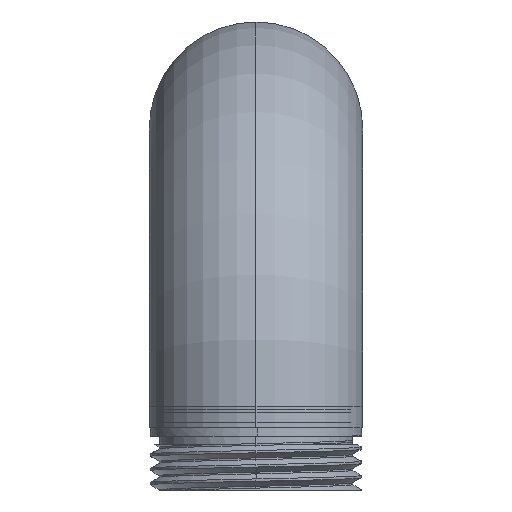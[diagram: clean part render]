
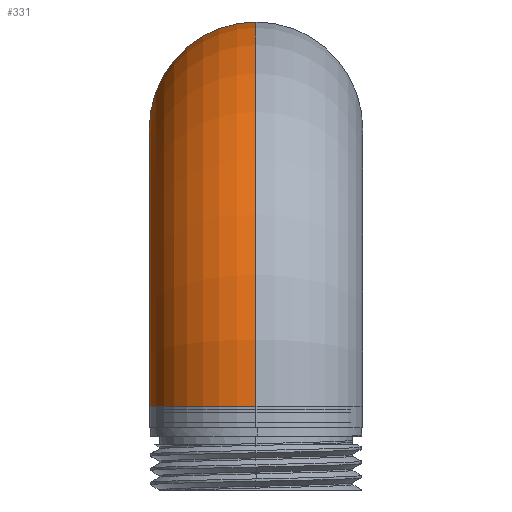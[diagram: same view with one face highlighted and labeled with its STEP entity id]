
A CAD part, left-side view. The second image highlights one B-rep face of the part: STEP entity #331.
In plain terms, the highlighted toroidal (fillet/blend) face has major radius 41.275 mm and minor radius 15.875 mm.
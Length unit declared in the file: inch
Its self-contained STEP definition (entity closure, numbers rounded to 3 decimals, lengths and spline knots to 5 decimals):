
#35=CARTESIAN_POINT('',(-16.375,0.,-1.625));
#36=DIRECTION('',(0.,1.,0.));
#37=DIRECTION('',(-1.,0.,0.));
#38=AXIS2_PLACEMENT_3D('',#35,#36,#37);
#40=CARTESIAN_POINT('',(-18.,0.,-1.625));
#41=DIRECTION('',(0.,0.,1.));
#42=DIRECTION('',(1.,0.,0.));
#43=AXIS2_PLACEMENT_3D('',#40,#41,#42);
#45=CARTESIAN_POINT('',(-16.375,0.,-1.625));
#46=DIRECTION('',(0.,1.,0.));
#47=DIRECTION('',(-1.,0.,0.));
#48=AXIS2_PLACEMENT_3D('',#45,#46,#47);
#50=CARTESIAN_POINT('',(-16.375,0.,0.));
#51=DIRECTION('',(1.,0.,0.));
#52=DIRECTION('',(0.,0.,-1.));
#53=AXIS2_PLACEMENT_3D('',#50,#51,#52);
#218=CARTESIAN_POINT('',(-17.375,0.,-1.625));
#219=CARTESIAN_POINT('',(-18.625,0.,-1.625));
#220=VERTEX_POINT('',#218);
#221=VERTEX_POINT('',#219);
#226=CARTESIAN_POINT('',(-16.375,0.,-0.625));
#227=CARTESIAN_POINT('',(-16.375,0.,0.625));
#228=VERTEX_POINT('',#226);
#229=VERTEX_POINT('',#227);
#319=CARTESIAN_POINT('',(-16.375,0.,-1.625));
#320=DIRECTION('',(0.,1.,0.));
#321=DIRECTION('',(1.,0.,0.));
#322=AXIS2_PLACEMENT_3D('',#319,#320,#321);
#323=TOROIDAL_SURFACE('',#322,1.625,0.625);
#324=ORIENTED_EDGE('',*,*,#284,.F.);
#325=ORIENTED_EDGE('',*,*,#314,.T.);
#327=ORIENTED_EDGE('',*,*,#326,.T.);
#328=ORIENTED_EDGE('',*,*,#310,.F.);
#329=EDGE_LOOP('',(#324,#325,#327,#328));
#330=FACE_OUTER_BOUND('',#329,.F.);
#331=ADVANCED_FACE('',(#330),#323,.T.);
#39=CIRCLE('',#38,2.25);
#44=CIRCLE('',#43,0.625);
#49=CIRCLE('',#48,1.);
#54=CIRCLE('',#53,0.625);
#284=EDGE_CURVE('',#220,#221,#44,.T.);
#310=EDGE_CURVE('',#221,#229,#39,.T.);
#314=EDGE_CURVE('',#220,#228,#49,.T.);
#326=EDGE_CURVE('',#228,#229,#54,.T.);
